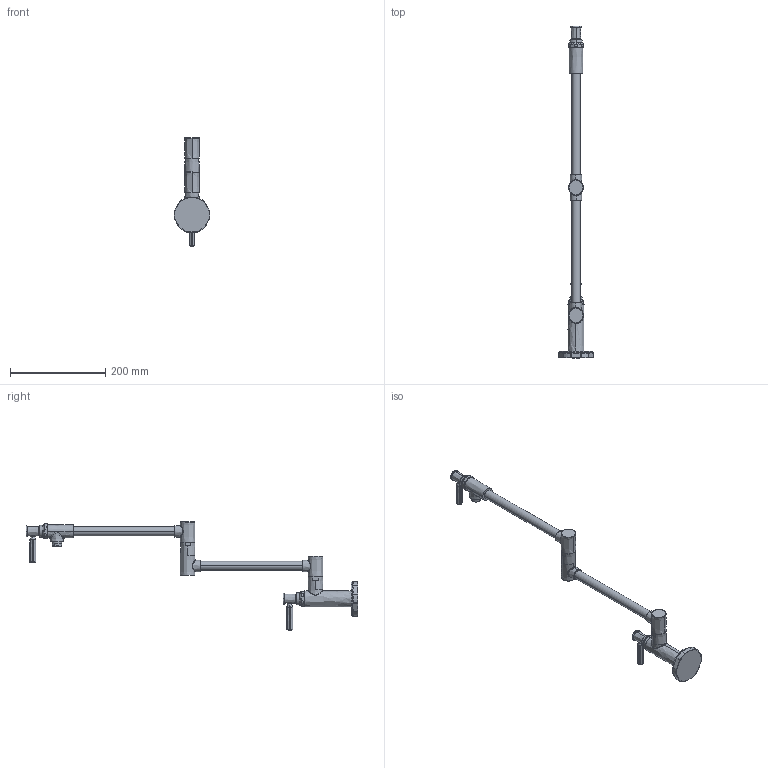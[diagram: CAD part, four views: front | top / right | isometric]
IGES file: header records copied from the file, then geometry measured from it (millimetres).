
Start section:  PTC IGES file: 3190-5503.igs
Global section: file name: 3190-5503.igs; native system: Creo Parametric by PTC Inc.; preprocessor: 2018400; author: jinson.thomas; organization: Unknown; date: 20201201.134308; units: inch
Bounding box: 75.54 x 697.08 x 227.6 mm (x, y, z)
Volume: 515970.5 mm3; surface area: 89771.3 mm2
Topology: 1 solids, 1 shells, 470 faces, 1123 edges, 668 vertices
Faces by surface type: bspline 287, revolution 183
